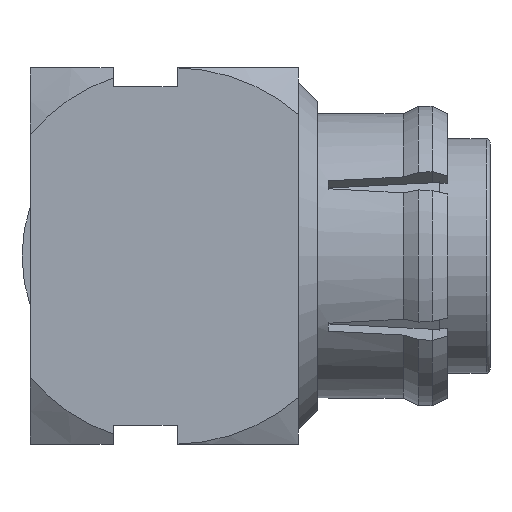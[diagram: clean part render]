
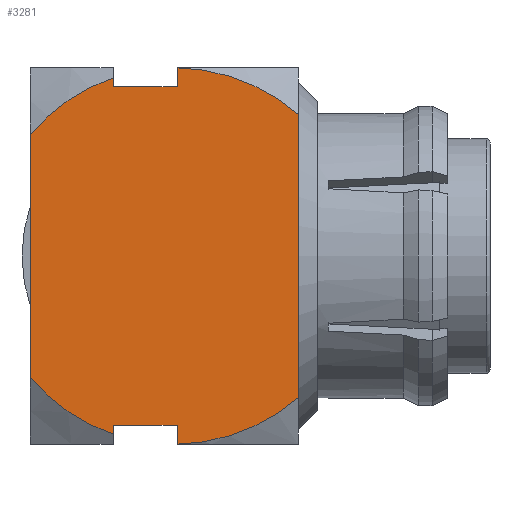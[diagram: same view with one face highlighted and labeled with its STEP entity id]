
A CAD part, left-side view. The second image highlights one B-rep face of the part: STEP entity #3281.
In plain terms, the highlighted planar face has unit normal (-1, 0, 0).
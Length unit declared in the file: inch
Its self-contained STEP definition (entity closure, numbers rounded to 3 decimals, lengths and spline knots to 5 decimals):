
#46 = DIRECTION ( 'NONE',  ( 0., 0., 1. ) ) ;
#67 = AXIS2_PLACEMENT_3D ( 'NONE', #3473, #952, #46 ) ;
#96 = VERTEX_POINT ( 'NONE', #600 ) ;
#173 = VERTEX_POINT ( 'NONE', #375 ) ;
#213 = ORIENTED_EDGE ( 'NONE', *, *, #2530, .T. ) ;
#240 = VECTOR ( 'NONE', #3027, 39.37008 ) ;
#256 = EDGE_CURVE ( 'NONE', #173, #783, #1728, .T. ) ;
#278 = CARTESIAN_POINT ( 'NONE',  ( -0.09843, 0.075, -0.06374 ) ) ;
#289 = DIRECTION ( 'NONE',  ( 0., 0., -1. ) ) ;
#341 = DIRECTION ( 'NONE',  ( 0., 0., -1. ) ) ;
#375 = CARTESIAN_POINT ( 'NONE',  ( -0.09842, -0.00177, 0.09842 ) ) ;
#462 = ORIENTED_EDGE ( 'NONE', *, *, #1720, .F. ) ;
#508 = VERTEX_POINT ( 'NONE', #3294 ) ;
#518 = CARTESIAN_POINT ( 'NONE',  ( -0.09843, -0.075, -0.08843 ) ) ;
#529 = CARTESIAN_POINT ( 'NONE',  ( -0.09843, 0., 0. ) ) ;
#583 = EDGE_LOOP ( 'NONE', ( #876, #2079, #1784, #2379, #3538, #462, #213, #2826, #1761, #3330, #2165, #2503 ) ) ;
#600 = CARTESIAN_POINT ( 'NONE',  ( -0.09843, 0.075, 0.06374 ) ) ;
#609 = VECTOR ( 'NONE', #1563, 39.37008 ) ;
#633 = EDGE_CURVE ( 'NONE', #2412, #1799, #2333, .T. ) ;
#669 = PLANE ( 'NONE',  #1000 ) ;
#689 = CIRCLE ( 'NONE', #2731, 0.09843 ) ;
#734 = DIRECTION ( 'NONE',  ( -1., 0., 0. ) ) ;
#783 = VERTEX_POINT ( 'NONE', #2265 ) ;
#785 = DIRECTION ( 'NONE',  ( 0., 0., 1. ) ) ;
#789 = LINE ( 'NONE', #2575, #3600 ) ;
#801 = EDGE_CURVE ( 'NONE', #1917, #1799, #1576, .T. ) ;
#809 = DIRECTION ( 'NONE',  ( -1., 0., 0. ) ) ;
#876 = ORIENTED_EDGE ( 'NONE', *, *, #2886, .F. ) ;
#894 = VECTOR ( 'NONE', #289, 39.37008 ) ;
#904 = CIRCLE ( 'NONE', #3374, 0.09843 ) ;
#938 = CARTESIAN_POINT ( 'NONE',  ( -0.09843, 0.03169, 0.09843 ) ) ;
#952 = DIRECTION ( 'NONE',  ( -1., 0., 0. ) ) ;
#959 = VECTOR ( 'NONE', #1549, 39.37008 ) ;
#1000 = AXIS2_PLACEMENT_3D ( 'NONE', #3496, #3165, #2652 ) ;
#1013 = LINE ( 'NONE', #3361, #240 ) ;
#1031 = VERTEX_POINT ( 'NONE', #2329 ) ;
#1074 = CARTESIAN_POINT ( 'NONE',  ( -0.09843, 0.03169, 0.09318 ) ) ;
#1112 = EDGE_CURVE ( 'NONE', #96, #2412, #2676, .T. ) ;
#1217 = CARTESIAN_POINT ( 'NONE',  ( -0.09843, 0.03169, -0.09318 ) ) ;
#1226 = FACE_OUTER_BOUND ( 'NONE', #583, .T. ) ;
#1250 = VERTEX_POINT ( 'NONE', #3017 ) ;
#1483 = VECTOR ( 'NONE', #341, 39.37008 ) ;
#1528 = VECTOR ( 'NONE', #2671, 39.37008 ) ;
#1530 = CARTESIAN_POINT ( 'NONE',  ( -0.09843, -0.075, 0.08843 ) ) ;
#1549 = DIRECTION ( 'NONE',  ( 0., -1., 0. ) ) ;
#1563 = DIRECTION ( 'NONE',  ( 0., 0., -1. ) ) ;
#1575 = CARTESIAN_POINT ( 'NONE',  ( -0.09843, -0.065, 0.09843 ) ) ;
#1576 = LINE ( 'NONE', #938, #1483 ) ;
#1711 = LINE ( 'NONE', #1530, #959 ) ;
#1720 = EDGE_CURVE ( 'NONE', #1250, #783, #1711, .T. ) ;
#1728 = LINE ( 'NONE', #3114, #894 ) ;
#1761 = ORIENTED_EDGE ( 'NONE', *, *, #1112, .T. ) ;
#1784 = ORIENTED_EDGE ( 'NONE', *, *, #3521, .F. ) ;
#1787 = EDGE_CURVE ( 'NONE', #2890, #96, #3193, .T. ) ;
#1799 = VERTEX_POINT ( 'NONE', #1217 ) ;
#1917 = VERTEX_POINT ( 'NONE', #2298 ) ;
#1928 = DIRECTION ( 'NONE',  ( -1., 0., 0. ) ) ;
#1938 = CARTESIAN_POINT ( 'NONE',  ( -0.09843, 0., 0. ) ) ;
#2079 = ORIENTED_EDGE ( 'NONE', *, *, #3125, .T. ) ;
#2110 = CARTESIAN_POINT ( 'NONE',  ( -0.09843, 0.075, 0.09843 ) ) ;
#2153 = CARTESIAN_POINT ( 'NONE',  ( -0.09843, -0.065, 0.07391 ) ) ;
#2165 = ORIENTED_EDGE ( 'NONE', *, *, #801, .F. ) ;
#2219 = VERTEX_POINT ( 'NONE', #2741 ) ;
#2265 = CARTESIAN_POINT ( 'NONE',  ( -0.09843, -0.00177, 0.08843 ) ) ;
#2298 = CARTESIAN_POINT ( 'NONE',  ( -0.09843, 0.03169, -0.08843 ) ) ;
#2329 = CARTESIAN_POINT ( 'NONE',  ( -0.09843, -0.065, -0.07391 ) ) ;
#2333 = CIRCLE ( 'NONE', #2425, 0.09843 ) ;
#2379 = ORIENTED_EDGE ( 'NONE', *, *, #3500, .T. ) ;
#2412 = VERTEX_POINT ( 'NONE', #278 ) ;
#2425 = AXIS2_PLACEMENT_3D ( 'NONE', #529, #809, #785 ) ;
#2503 = ORIENTED_EDGE ( 'NONE', *, *, #3117, .F. ) ;
#2530 = EDGE_CURVE ( 'NONE', #1250, #2890, #789, .T. ) ;
#2575 = CARTESIAN_POINT ( 'NONE',  ( -0.09843, 0.03169, 0.09843 ) ) ;
#2652 = DIRECTION ( 'NONE',  ( 0., 0., -1. ) ) ;
#2671 = DIRECTION ( 'NONE',  ( 0., 0., -1. ) ) ;
#2676 = LINE ( 'NONE', #2110, #609 ) ;
#2705 = LINE ( 'NONE', #518, #3456 ) ;
#2731 = AXIS2_PLACEMENT_3D ( 'NONE', #3535, #734, #3214 ) ;
#2741 = CARTESIAN_POINT ( 'NONE',  ( -0.09842, -0.00177, -0.09842 ) ) ;
#2826 = ORIENTED_EDGE ( 'NONE', *, *, #1787, .T. ) ;
#2886 = EDGE_CURVE ( 'NONE', #2219, #508, #1013, .T. ) ;
#2890 = VERTEX_POINT ( 'NONE', #1074 ) ;
#3017 = CARTESIAN_POINT ( 'NONE',  ( -0.09843, 0.03169, 0.08843 ) ) ;
#3027 = DIRECTION ( 'NONE',  ( 0., 0., 1. ) ) ;
#3088 = VERTEX_POINT ( 'NONE', #2153 ) ;
#3114 = CARTESIAN_POINT ( 'NONE',  ( -0.09843, -0.00177, 0.09843 ) ) ;
#3117 = EDGE_CURVE ( 'NONE', #508, #1917, #2705, .T. ) ;
#3125 = EDGE_CURVE ( 'NONE', #2219, #1031, #904, .T. ) ;
#3165 = DIRECTION ( 'NONE',  ( 1., 0., 0. ) ) ;
#3193 = CIRCLE ( 'NONE', #67, 0.09843 ) ;
#3214 = DIRECTION ( 'NONE',  ( 0., 0., 1. ) ) ;
#3276 = DIRECTION ( 'NONE',  ( 0., 1., 0. ) ) ;
#3281 = ADVANCED_FACE ( 'NONE', ( #1226 ), #669, .F. ) ;
#3294 = CARTESIAN_POINT ( 'NONE',  ( -0.09843, -0.00177, -0.08843 ) ) ;
#3330 = ORIENTED_EDGE ( 'NONE', *, *, #633, .T. ) ;
#3342 = DIRECTION ( 'NONE',  ( 0., 0., 1. ) ) ;
#3361 = CARTESIAN_POINT ( 'NONE',  ( -0.09843, -0.00177, 0.09843 ) ) ;
#3374 = AXIS2_PLACEMENT_3D ( 'NONE', #1938, #1928, #3342 ) ;
#3453 = DIRECTION ( 'NONE',  ( 0., 0., 1. ) ) ;
#3456 = VECTOR ( 'NONE', #3276, 39.37008 ) ;
#3473 = CARTESIAN_POINT ( 'NONE',  ( -0.09843, 0., 0. ) ) ;
#3496 = CARTESIAN_POINT ( 'NONE',  ( -0.09843, -0.075, 0.09843 ) ) ;
#3500 = EDGE_CURVE ( 'NONE', #3088, #173, #689, .T. ) ;
#3521 = EDGE_CURVE ( 'NONE', #3088, #1031, #3626, .T. ) ;
#3535 = CARTESIAN_POINT ( 'NONE',  ( -0.09843, 0., 0. ) ) ;
#3538 = ORIENTED_EDGE ( 'NONE', *, *, #256, .T. ) ;
#3600 = VECTOR ( 'NONE', #3453, 39.37008 ) ;
#3626 = LINE ( 'NONE', #1575, #1528 ) ;
